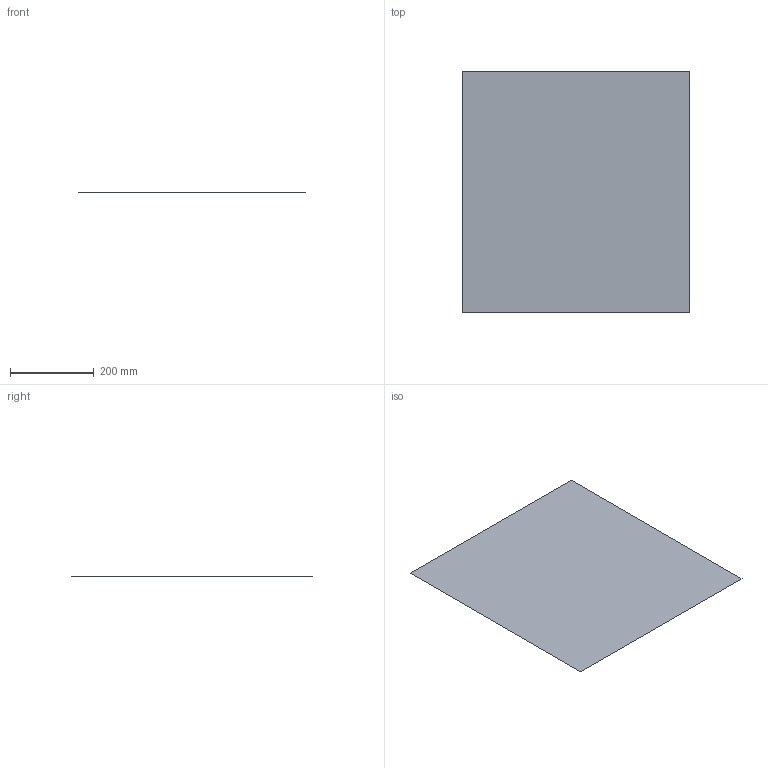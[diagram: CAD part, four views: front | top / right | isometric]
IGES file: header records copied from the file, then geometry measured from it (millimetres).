
Start section: Data from XPlus IGES,  Spatial Corp. Copyright (c) 1989-2001 .
Global section: file name: Section 1C.igs; native system:  By Spatial Corp.; preprocessor: XPlus ACIS/IGES 3.0; author: Noname; organization: Noname; date: 20040304.082617; units: inch
Bounding box: 543.13 x 576.8 x 0 mm (x, y, z)
Surface area: 313282.1 mm2 (no closed solid volume)
Topology: 0 solids, 0 shells, 1 faces, 5 edges, 907 vertices
Faces by surface type: extrusion 1
